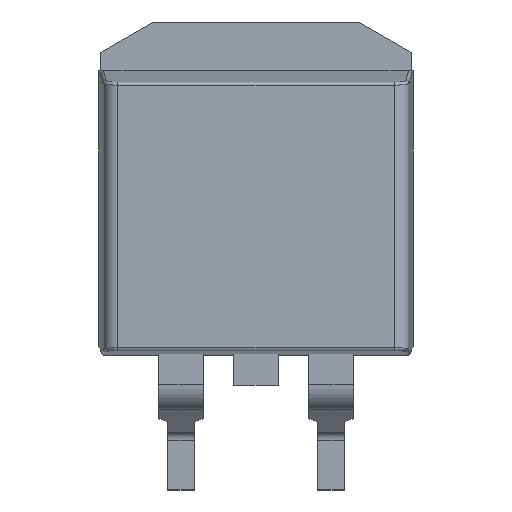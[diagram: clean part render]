
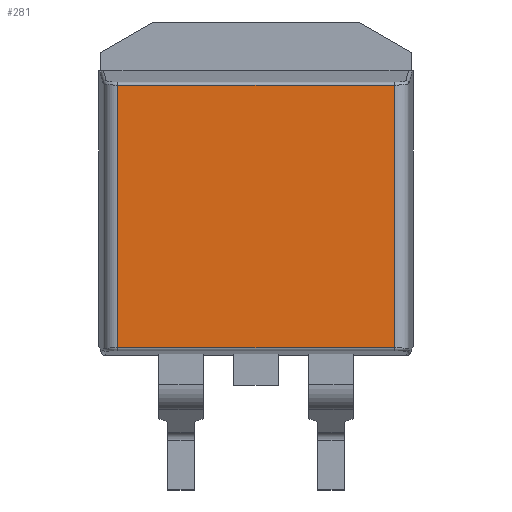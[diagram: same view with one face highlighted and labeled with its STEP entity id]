
A CAD part, top view. The second image highlights one B-rep face of the part: STEP entity #281.
In plain terms, the highlighted planar face has unit normal (0, 0, 1).
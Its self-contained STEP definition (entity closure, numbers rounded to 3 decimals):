
#281=ADVANCED_FACE('',(#1322),#1324,.T.);
#1322=FACE_BOUND('',#1323,.T.);
#1323=EDGE_LOOP('',(#2159,#2160,#2161,#2162));
#1324=PLANE('',#1325);
#1325=AXIS2_PLACEMENT_3D('',#1326,#1327,#1328);
#1326=CARTESIAN_POINT('',(0.,0.,4.8));
#1327=DIRECTION('',(0.,0.,1.));
#1328=DIRECTION('',(1.,0.,0.));
#2159=ORIENTED_EDGE('',*,*,#2644,.T.);
#2160=ORIENTED_EDGE('',*,*,#2645,.T.);
#2161=ORIENTED_EDGE('',*,*,#2646,.T.);
#2162=ORIENTED_EDGE('',*,*,#2647,.T.);
#2644=EDGE_CURVE('',#2972,#2973,#2974,.T.);
#2645=EDGE_CURVE('',#2973,#2975,#2976,.F.);
#2646=EDGE_CURVE('',#2975,#2977,#2978,.F.);
#2647=EDGE_CURVE('',#2977,#2972,#2979,.F.);
#2972=VERTEX_POINT('',#3578);
#2973=VERTEX_POINT('',#3579);
#2974=LINE('',#3580,#3581);
#2975=VERTEX_POINT('',#3583);
#2976=LINE('',#3584,#3585);
#2977=VERTEX_POINT('',#3587);
#2978=LINE('',#3588,#3589);
#2979=LINE('',#3591,#3592);
#3578=CARTESIAN_POINT('',(-2.135,3.16,4.8));
#3579=CARTESIAN_POINT('',(7.215,3.16,4.8));
#3580=CARTESIAN_POINT('',(-2.135,3.16,4.8));
#3581=VECTOR('',#3582,1.);
#3582=DIRECTION('',(1.,0.,0.));
#3583=CARTESIAN_POINT('',(7.215,12.056,4.8));
#3584=CARTESIAN_POINT('',(7.215,12.056,4.8));
#3585=VECTOR('',#3586,1.);
#3586=DIRECTION('',(0.,-1.,0.));
#3587=CARTESIAN_POINT('',(-2.135,12.056,4.8));
#3588=CARTESIAN_POINT('',(-2.135,12.056,4.8));
#3589=VECTOR('',#3590,1.);
#3590=DIRECTION('',(1.,0.,0.));
#3591=CARTESIAN_POINT('',(-2.135,3.16,4.8));
#3592=VECTOR('',#3593,1.);
#3593=DIRECTION('',(0.,1.,0.));
